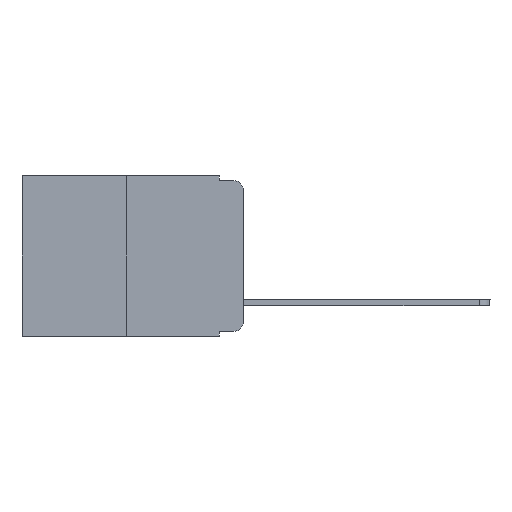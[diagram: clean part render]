
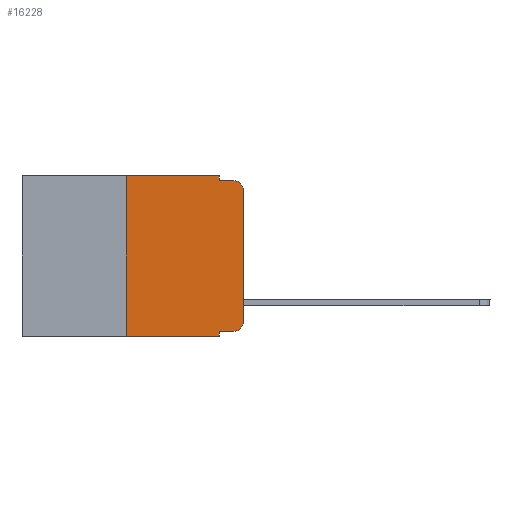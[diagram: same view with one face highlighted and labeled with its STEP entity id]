
A CAD part, left-side view. The second image highlights one B-rep face of the part: STEP entity #16228.
In plain terms, the highlighted planar face has unit normal (-1, 0, 0).
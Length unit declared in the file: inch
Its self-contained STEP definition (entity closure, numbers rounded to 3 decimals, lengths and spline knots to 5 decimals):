
#298 = DIRECTION ( 'NONE',  ( 0., 0., -1. ) ) ;
#311 = EDGE_CURVE ( 'NONE', #7083, #7281, #11988, .T. ) ;
#386 = CARTESIAN_POINT ( 'NONE',  ( 0., 0.051, 0. ) ) ;
#620 = DIRECTION ( 'NONE',  ( 0., 0., -1. ) ) ;
#1453 = VERTEX_POINT ( 'NONE', #4572 ) ;
#1699 = CARTESIAN_POINT ( 'NONE',  ( 0., 0.25, 0. ) ) ;
#1925 = AXIS2_PLACEMENT_3D ( 'NONE', #16399, #4851, #10534 ) ;
#2077 = ORIENTED_EDGE ( 'NONE', *, *, #3058, .T. ) ;
#2308 = EDGE_CURVE ( 'NONE', #8429, #16401, #4844, .T. ) ;
#2389 = EDGE_LOOP ( 'NONE', ( #16545, #13093, #14584, #10866, #10979, #15894, #7640, #13038, #2077, #6513 ) ) ;
#2435 = DIRECTION ( 'NONE',  ( 0., -1., 0. ) ) ;
#3058 = EDGE_CURVE ( 'NONE', #14837, #8429, #8634, .T. ) ;
#3603 = CARTESIAN_POINT ( 'NONE',  ( 0., 0.051, 0. ) ) ;
#4097 = DIRECTION ( 'NONE',  ( 0., -1., 0. ) ) ;
#4336 = VECTOR ( 'NONE', #13585, 39.37008 ) ;
#4469 = DIRECTION ( 'NONE',  ( -1., 0., 0. ) ) ;
#4572 = CARTESIAN_POINT ( 'NONE',  ( 0., 0.25, 0. ) ) ;
#4686 = VERTEX_POINT ( 'NONE', #4751 ) ;
#4751 = CARTESIAN_POINT ( 'NONE',  ( 0., 0.051, -0.343 ) ) ;
#4844 = CIRCLE ( 'NONE', #1925, 0.02 ) ;
#4851 = DIRECTION ( 'NONE',  ( -1., 0., 0. ) ) ;
#5449 = DIRECTION ( 'NONE',  ( 0., 0., 1. ) ) ;
#5487 = DIRECTION ( 'NONE',  ( 0., 0., -1. ) ) ;
#5537 = EDGE_CURVE ( 'NONE', #16401, #6989, #5728, .T. ) ;
#5643 = PLANE ( 'NONE',  #16059 ) ;
#5728 = LINE ( 'NONE', #9689, #11375 ) ;
#5896 = VECTOR ( 'NONE', #15306, 39.37008 ) ;
#6513 = ORIENTED_EDGE ( 'NONE', *, *, #2308, .T. ) ;
#6654 = LINE ( 'NONE', #7887, #14561 ) ;
#6989 = VERTEX_POINT ( 'NONE', #11008 ) ;
#7075 = VECTOR ( 'NONE', #5487, 39.37008 ) ;
#7083 = VERTEX_POINT ( 'NONE', #3603 ) ;
#7155 = CARTESIAN_POINT ( 'NONE',  ( 0., 0.051, 0. ) ) ;
#7281 = VERTEX_POINT ( 'NONE', #13014 ) ;
#7640 = ORIENTED_EDGE ( 'NONE', *, *, #15723, .T. ) ;
#7887 = CARTESIAN_POINT ( 'NONE',  ( 0., 0.473, 0. ) ) ;
#7955 = LINE ( 'NONE', #1699, #9597 ) ;
#8348 = LINE ( 'NONE', #7155, #4336 ) ;
#8429 = VERTEX_POINT ( 'NONE', #10412 ) ;
#8634 = LINE ( 'NONE', #12862, #5896 ) ;
#9255 = VERTEX_POINT ( 'NONE', #10199 ) ;
#9403 = CARTESIAN_POINT ( 'NONE',  ( 0., 0.25, -0.343 ) ) ;
#9512 = DIRECTION ( 'NONE',  ( 1., 0., 0. ) ) ;
#9597 = VECTOR ( 'NONE', #5449, 39.37008 ) ;
#9655 = EDGE_CURVE ( 'NONE', #11680, #1453, #7955, .T. ) ;
#9658 = EDGE_CURVE ( 'NONE', #7281, #9255, #13696, .T. ) ;
#9689 = CARTESIAN_POINT ( 'NONE',  ( 0., 0., 0. ) ) ;
#10199 = CARTESIAN_POINT ( 'NONE',  ( 0., 0.02, -0.01 ) ) ;
#10412 = CARTESIAN_POINT ( 'NONE',  ( 0., 0.02, -0.333 ) ) ;
#10433 = VECTOR ( 'NONE', #4097, 39.37008 ) ;
#10534 = DIRECTION ( 'NONE',  ( 0., 0., -1. ) ) ;
#10546 = CARTESIAN_POINT ( 'NONE',  ( 0., 0.473, 0. ) ) ;
#10616 = CARTESIAN_POINT ( 'NONE',  ( 0., 0.051, -0.333 ) ) ;
#10866 = ORIENTED_EDGE ( 'NONE', *, *, #311, .F. ) ;
#10979 = ORIENTED_EDGE ( 'NONE', *, *, #14886, .F. ) ;
#11008 = CARTESIAN_POINT ( 'NONE',  ( 0., 0., -0.03 ) ) ;
#11175 = VECTOR ( 'NONE', #2435, 39.37008 ) ;
#11210 = CARTESIAN_POINT ( 'NONE',  ( 0., 0., -0.313 ) ) ;
#11375 = VECTOR ( 'NONE', #14836, 39.37008 ) ;
#11680 = VERTEX_POINT ( 'NONE', #9403 ) ;
#11988 = LINE ( 'NONE', #386, #7075 ) ;
#12156 = AXIS2_PLACEMENT_3D ( 'NONE', #16175, #4469, #620 ) ;
#12681 = CIRCLE ( 'NONE', #12156, 0.02 ) ;
#12862 = CARTESIAN_POINT ( 'NONE',  ( 0., 0.051, -0.333 ) ) ;
#13014 = CARTESIAN_POINT ( 'NONE',  ( 0., 0.051, -0.01 ) ) ;
#13038 = ORIENTED_EDGE ( 'NONE', *, *, #14093, .F. ) ;
#13093 = ORIENTED_EDGE ( 'NONE', *, *, #15048, .T. ) ;
#13251 = LINE ( 'NONE', #14351, #10433 ) ;
#13315 = FACE_OUTER_BOUND ( 'NONE', #2389, .T. ) ;
#13585 = DIRECTION ( 'NONE',  ( 0., 0., -1. ) ) ;
#13696 = LINE ( 'NONE', #13949, #11175 ) ;
#13949 = CARTESIAN_POINT ( 'NONE',  ( 0., 0.051, -0.01 ) ) ;
#14093 = EDGE_CURVE ( 'NONE', #14837, #4686, #8348, .T. ) ;
#14351 = CARTESIAN_POINT ( 'NONE',  ( 0., 0.473, -0.343 ) ) ;
#14561 = VECTOR ( 'NONE', #14582, 39.37008 ) ;
#14582 = DIRECTION ( 'NONE',  ( 0., -1., 0. ) ) ;
#14584 = ORIENTED_EDGE ( 'NONE', *, *, #9658, .F. ) ;
#14836 = DIRECTION ( 'NONE',  ( 0., 0., 1. ) ) ;
#14837 = VERTEX_POINT ( 'NONE', #10616 ) ;
#14886 = EDGE_CURVE ( 'NONE', #1453, #7083, #6654, .T. ) ;
#15048 = EDGE_CURVE ( 'NONE', #6989, #9255, #12681, .T. ) ;
#15306 = DIRECTION ( 'NONE',  ( 0., -1., 0. ) ) ;
#15723 = EDGE_CURVE ( 'NONE', #11680, #4686, #13251, .T. ) ;
#15894 = ORIENTED_EDGE ( 'NONE', *, *, #9655, .F. ) ;
#16059 = AXIS2_PLACEMENT_3D ( 'NONE', #10546, #9512, #298 ) ;
#16175 = CARTESIAN_POINT ( 'NONE',  ( 0., 0.02, -0.03 ) ) ;
#16228 = ADVANCED_FACE ( 'NONE', ( #13315 ), #5643, .F. ) ;
#16399 = CARTESIAN_POINT ( 'NONE',  ( 0., 0.02, -0.313 ) ) ;
#16401 = VERTEX_POINT ( 'NONE', #11210 ) ;
#16545 = ORIENTED_EDGE ( 'NONE', *, *, #5537, .T. ) ;
